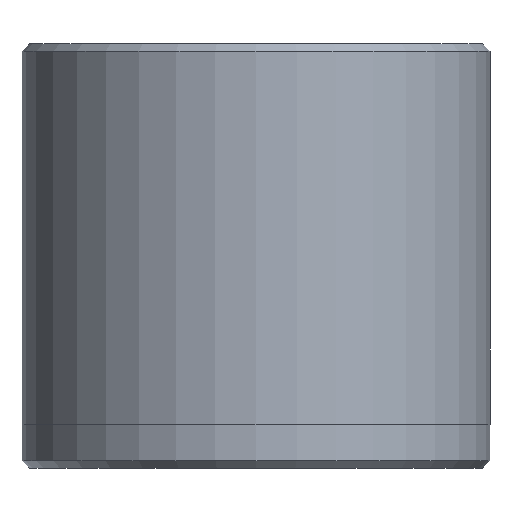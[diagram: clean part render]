
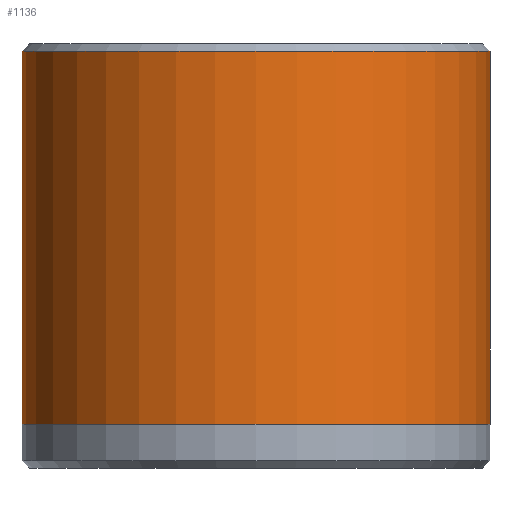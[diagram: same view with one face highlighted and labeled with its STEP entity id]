
A CAD part, front view. The second image highlights one B-rep face of the part: STEP entity #1136.
In plain terms, the highlighted cylindrical face has radius 16 mm (diameter 32 mm), a partial arc.
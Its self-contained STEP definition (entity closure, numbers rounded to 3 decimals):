
#16 = VECTOR ( 'NONE', #127, 1000. ) ;
#96 = CARTESIAN_POINT ( 'NONE',  ( 0., 0., 29. ) ) ;
#106 = CIRCLE ( 'NONE', #383, 16. ) ;
#127 = DIRECTION ( 'NONE',  ( 0., 0., -1. ) ) ;
#186 = CARTESIAN_POINT ( 'NONE',  ( 16., 0., 3. ) ) ;
#302 = CARTESIAN_POINT ( 'NONE',  ( 16., 0., 28.5 ) ) ;
#346 = VERTEX_POINT ( 'NONE', #302 ) ;
#383 = AXIS2_PLACEMENT_3D ( 'NONE', #538, #1399, #668 ) ;
#410 = DIRECTION ( 'NONE',  ( 0., 0., -1. ) ) ;
#417 = LINE ( 'NONE', #786, #774 ) ;
#538 = CARTESIAN_POINT ( 'NONE',  ( 0., 0., 28.5 ) ) ;
#552 = EDGE_CURVE ( 'NONE', #346, #878, #417, .T. ) ;
#591 = EDGE_CURVE ( 'NONE', #1474, #1337, #1095, .T. ) ;
#598 = EDGE_CURVE ( 'NONE', #346, #1474, #106, .T. ) ;
#608 = CYLINDRICAL_SURFACE ( 'NONE', #1403, 16. ) ;
#649 = CIRCLE ( 'NONE', #995, 16. ) ;
#650 = EDGE_CURVE ( 'NONE', #878, #1337, #649, .T. ) ;
#668 = DIRECTION ( 'NONE',  ( 1., 0., 0. ) ) ;
#766 = ORIENTED_EDGE ( 'NONE', *, *, #591, .T. ) ;
#774 = VECTOR ( 'NONE', #1503, 1000. ) ;
#786 = CARTESIAN_POINT ( 'NONE',  ( 16., 0., 29. ) ) ;
#793 = CARTESIAN_POINT ( 'NONE',  ( -16., 0., 29. ) ) ;
#827 = CARTESIAN_POINT ( 'NONE',  ( -16., 0., 28.5 ) ) ;
#878 = VERTEX_POINT ( 'NONE', #186 ) ;
#977 = ORIENTED_EDGE ( 'NONE', *, *, #650, .F. ) ;
#995 = AXIS2_PLACEMENT_3D ( 'NONE', #1171, #410, #1287 ) ;
#1095 = LINE ( 'NONE', #793, #16 ) ;
#1126 = DIRECTION ( 'NONE',  ( -1., 0., 0. ) ) ;
#1136 = ADVANCED_FACE ( 'NONE', ( #1263 ), #608, .T. ) ;
#1171 = CARTESIAN_POINT ( 'NONE',  ( 0., 0., 3. ) ) ;
#1263 = FACE_OUTER_BOUND ( 'NONE', #1453, .T. ) ;
#1268 = DIRECTION ( 'NONE',  ( 0., 0., -1. ) ) ;
#1287 = DIRECTION ( 'NONE',  ( -1., 0., 0. ) ) ;
#1318 = ORIENTED_EDGE ( 'NONE', *, *, #598, .T. ) ;
#1337 = VERTEX_POINT ( 'NONE', #1613 ) ;
#1371 = ORIENTED_EDGE ( 'NONE', *, *, #552, .F. ) ;
#1399 = DIRECTION ( 'NONE',  ( 0., 0., -1. ) ) ;
#1403 = AXIS2_PLACEMENT_3D ( 'NONE', #96, #1268, #1126 ) ;
#1453 = EDGE_LOOP ( 'NONE', ( #1371, #1318, #766, #977 ) ) ;
#1474 = VERTEX_POINT ( 'NONE', #827 ) ;
#1503 = DIRECTION ( 'NONE',  ( 0., 0., -1. ) ) ;
#1613 = CARTESIAN_POINT ( 'NONE',  ( -16., 0., 3. ) ) ;
